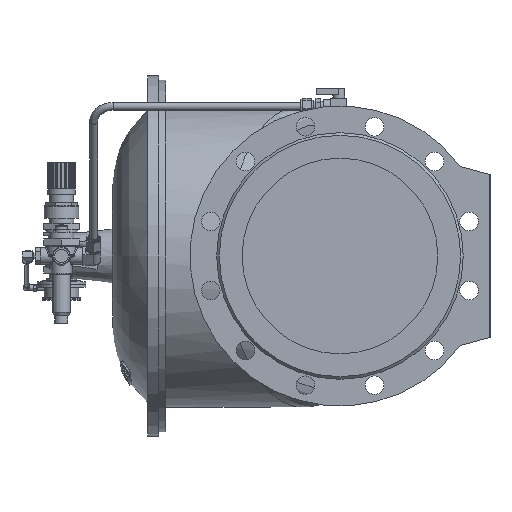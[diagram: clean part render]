
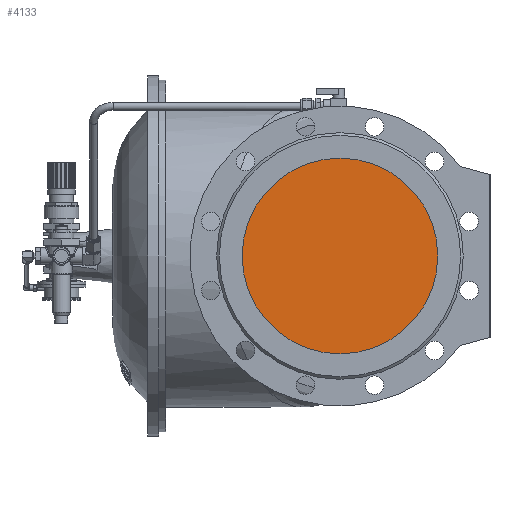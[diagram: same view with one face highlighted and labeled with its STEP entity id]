
A CAD part, left-side view. The second image highlights one B-rep face of the part: STEP entity #4133.
In plain terms, the highlighted planar face has unit normal (-1, 0, 0).
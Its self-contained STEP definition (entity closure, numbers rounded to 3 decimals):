
#2593 = CIRCLE ( 'NONE', #14522, 150. ) ;
#3602 = ORIENTED_EDGE ( 'NONE', *, *, #7192, .T. ) ;
#4133 = ADVANCED_FACE ( 'NONE', ( #13432 ), #14883, .T. ) ;
#7192 = EDGE_CURVE ( 'NONE', #29563, #29563, #2593, .T. ) ;
#13432 = FACE_OUTER_BOUND ( 'NONE', #18320, .T. ) ;
#14053 = AXIS2_PLACEMENT_3D ( 'NONE', #14882, #14886, #14887 ) ;
#14522 = AXIS2_PLACEMENT_3D ( 'NONE', #40488, #40489, #40490 ) ;
#14882 = CARTESIAN_POINT ( 'NONE',  ( -415., 0., 0. ) ) ;
#14883 = PLANE ( 'NONE',  #14053 ) ;
#14886 = DIRECTION ( 'NONE',  ( -1., 0., 0. ) ) ;
#14887 = DIRECTION ( 'NONE',  ( 0., -1., 0. ) ) ;
#18320 = EDGE_LOOP ( 'NONE', ( #3602 ) ) ;
#29563 = VERTEX_POINT ( 'NONE', #32710 ) ;
#32710 = CARTESIAN_POINT ( 'NONE',  ( -415., -150., 0. ) ) ;
#40488 = CARTESIAN_POINT ( 'NONE',  ( -415., 0., 0. ) ) ;
#40489 = DIRECTION ( 'NONE',  ( -1., 0., 0. ) ) ;
#40490 = DIRECTION ( 'NONE',  ( 0., -1., 0. ) ) ;
